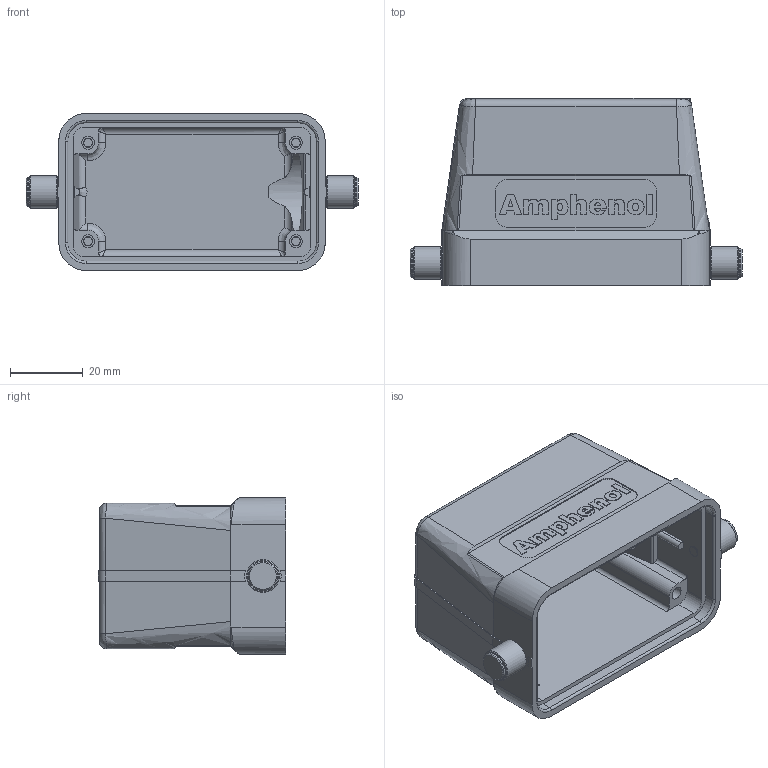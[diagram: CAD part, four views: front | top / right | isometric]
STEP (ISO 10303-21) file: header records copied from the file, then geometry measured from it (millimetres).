
FILE_DESCRIPTION(/* description */ (''),/* implementation_level */ '2;1');
FILE_NAME(/* name */ 'c146 21r010 506 1nxm001-04.stp',/* time_stamp */ '2018-03-07T07:50:02+01:00',/* author */ (''),/* organization */ (''),/* preprocessor_version */ 'ST-DEVELOPER v16',/* originating_system */ 'SIEMENS PLM Software NX 11.0',/* authorisation */ '');
FILE_SCHEMA (('AP203_CONFIGURATION_CONTROLLED_3D_DESIGN_OF_MECHANICAL_PARTS_AND_ASSEMBLIES_MIM_LF { 1 0 10303 403 2 1 2}'));
Length unit declared in the file: millimetre
Products named in the file (1): c146 21r010 506 1nxm001-04
Bounding box: 91 x 51.3 x 43 mm (x, y, z)
Volume: 42326.8 mm3; surface area: 25563.2 mm2
Topology: 1 solids, 5 shells, 309 faces, 768 edges, 487 vertices
Faces by surface type: plane 151, cylinder 83, bspline 35, extrusion 23, cone 17
Full cylindrical faces by diameter (mm): 2.5 x4, 2.9 x2, 3.5 x4, 7 x2, 8 x2, 9 x2, 23.539 x1
Entity records: 12931 total; most frequent: CARTESIAN_POINT 4031, ORIENTED_EDGE 1422, DIRECTION 1193, EDGE_CURVE 711, VERTEX_POINT 479, AXIS2_PLACEMENT_3D 425, EDGE_LOOP 374, VECTOR 343
